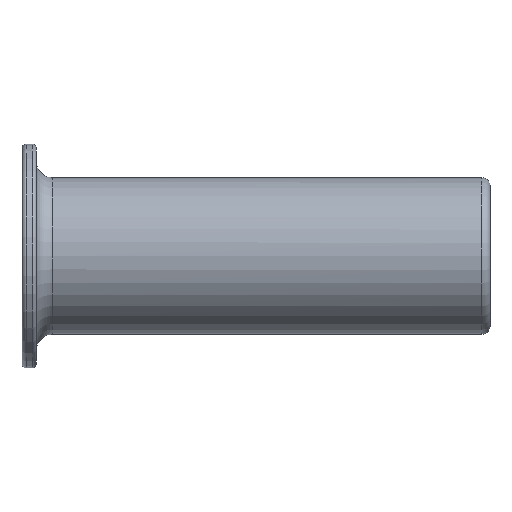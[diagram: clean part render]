
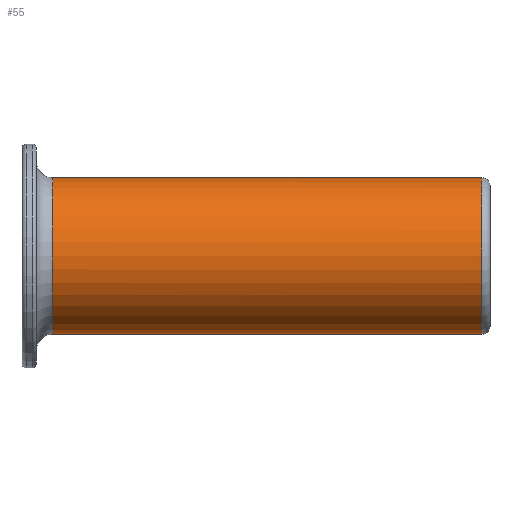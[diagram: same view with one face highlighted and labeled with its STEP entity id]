
A CAD part, top view. The second image highlights one B-rep face of the part: STEP entity #55.
In plain terms, the highlighted cylindrical face has radius 1.925 mm (diameter 3.85 mm), a partial arc.
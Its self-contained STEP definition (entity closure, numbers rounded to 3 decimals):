
#55=ADVANCED_FACE('',(#90),#91,.T.);
#90=FACE_OUTER_BOUND('',#143,.T.);
#91=CYLINDRICAL_SURFACE('',#144,1.925);
#143=EDGE_LOOP('',(#242,#243,#244,#245,#246));
#144=AXIS2_PLACEMENT_3D('',#247,#248,#249);
#242=ORIENTED_EDGE('',*,*,#391,.T.);
#243=ORIENTED_EDGE('',*,*,#396,.T.);
#244=ORIENTED_EDGE('',*,*,#389,.F.);
#245=ORIENTED_EDGE('',*,*,#382,.T.);
#246=ORIENTED_EDGE('',*,*,#395,.T.);
#247=CARTESIAN_POINT('',(0.575,0.0,0.0));
#248=DIRECTION('',(1.0,-0.0,0.0));
#249=DIRECTION('',(0.0,1.0,0.0));
#382=EDGE_CURVE('',#456,#453,#457,.T.);
#389=EDGE_CURVE('',#456,#469,#470,.T.);
#391=EDGE_CURVE('',#464,#471,#473,.T.);
#395=EDGE_CURVE('',#453,#464,#477,.T.);
#396=EDGE_CURVE('',#471,#469,#478,.T.);
#453=VERTEX_POINT('',#543);
#456=VERTEX_POINT('',#546);
#457=CIRCLE('',#547,1.925);
#464=VERTEX_POINT('',#554);
#469=VERTEX_POINT('',#559);
#470=LINE('',#560,#561);
#471=VERTEX_POINT('',#562);
#473=LINE('',#564,#565);
#477=CIRCLE('',#569,1.925);
#478=CIRCLE('',#570,1.925);
#543=CARTESIAN_POINT('',(-0.2,1.925,0.022));
#546=CARTESIAN_POINT('',(-0.2,-1.925,0.0));
#547=AXIS2_PLACEMENT_3D('',#658,#659,#660);
#554=CARTESIAN_POINT('',(-0.2,1.925,0.0));
#559=CARTESIAN_POINT('',(-10.75,-1.925,0.0));
#560=CARTESIAN_POINT('',(-0.2,-1.925,0.));
#561=VECTOR('',#679,10.55);
#562=CARTESIAN_POINT('',(-10.75,1.925,0.0));
#564=CARTESIAN_POINT('',(-0.2,1.925,0.));
#565=VECTOR('',#683,10.55);
#569=AXIS2_PLACEMENT_3D('',#693,#694,#695);
#570=AXIS2_PLACEMENT_3D('',#696,#697,#698);
#658=CARTESIAN_POINT('',(-0.2,0.0,0.0));
#659=DIRECTION('',(-1.0,0.0,0.0));
#660=DIRECTION('',(0.0,-1.0,0.0));
#679=DIRECTION('',(-1.0,0.0,0.));
#683=DIRECTION('',(-1.0,0.0,0.));
#693=CARTESIAN_POINT('',(-0.2,0.0,0.0));
#694=DIRECTION('',(-1.0,0.0,0.0));
#695=DIRECTION('',(0.0,-1.0,0.0));
#696=CARTESIAN_POINT('',(-10.75,0.0,0.0));
#697=DIRECTION('',(1.0,0.0,0.0));
#698=DIRECTION('',(0.0,1.0,0.0));
